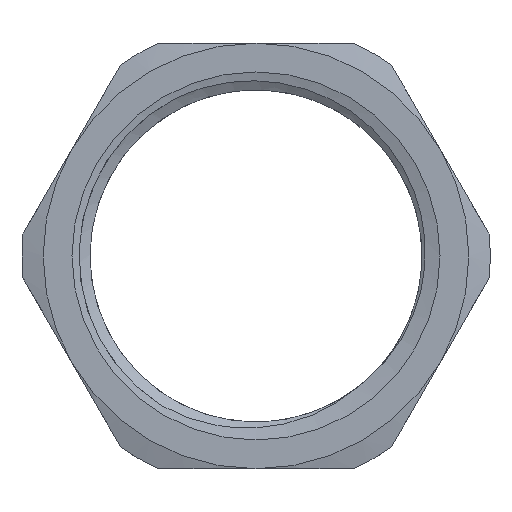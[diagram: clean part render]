
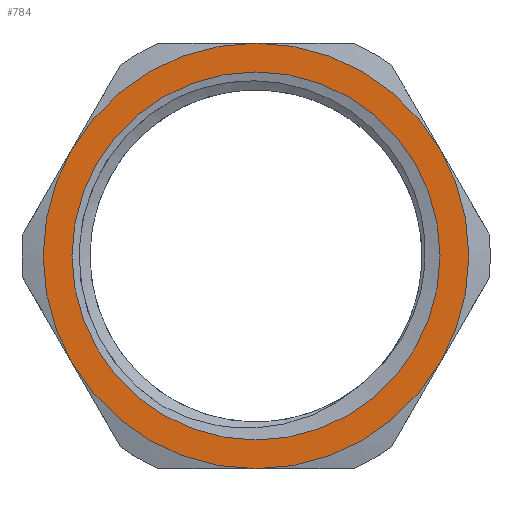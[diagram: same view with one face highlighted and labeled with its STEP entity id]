
A CAD part, top view. The second image highlights one B-rep face of the part: STEP entity #784.
In plain terms, the highlighted planar face has unit normal (0, 0, 1).
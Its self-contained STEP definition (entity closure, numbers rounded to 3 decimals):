
#120=PLANE('',#868);
#137=FACE_BOUND('',#218,.T.);
#170=FACE_OUTER_BOUND('',#217,.T.);
#217=EDGE_LOOP('',(#632,#633,#634,#635,#636,#637));
#218=EDGE_LOOP('',(#638));
#235=CIRCLE('',#811,12.971);
#263=CIRCLE('',#867,15.);
#264=CIRCLE('',#869,15.);
#265=CIRCLE('',#870,15.);
#266=CIRCLE('',#871,15.);
#267=CIRCLE('',#872,15.);
#268=CIRCLE('',#873,15.);
#289=VERTEX_POINT('',#1163);
#338=VERTEX_POINT('',#1687);
#346=VERTEX_POINT('',#1754);
#348=VERTEX_POINT('',#1765);
#349=VERTEX_POINT('',#1775);
#350=VERTEX_POINT('',#1779);
#351=VERTEX_POINT('',#1785);
#365=EDGE_CURVE('',#289,#289,#235,.T.);
#455=EDGE_CURVE('',#350,#349,#263,.T.);
#456=EDGE_CURVE('',#351,#350,#264,.T.);
#457=EDGE_CURVE('',#338,#351,#265,.T.);
#458=EDGE_CURVE('',#346,#338,#266,.T.);
#459=EDGE_CURVE('',#348,#346,#267,.T.);
#460=EDGE_CURVE('',#349,#348,#268,.T.);
#632=ORIENTED_EDGE('',*,*,#455,.F.);
#633=ORIENTED_EDGE('',*,*,#456,.F.);
#634=ORIENTED_EDGE('',*,*,#457,.F.);
#635=ORIENTED_EDGE('',*,*,#458,.F.);
#636=ORIENTED_EDGE('',*,*,#459,.F.);
#637=ORIENTED_EDGE('',*,*,#460,.F.);
#638=ORIENTED_EDGE('',*,*,#365,.T.);
#784=ADVANCED_FACE('',(#170,#137),#120,.T.);
#811=AXIS2_PLACEMENT_3D('',#1164,#904,#905);
#867=AXIS2_PLACEMENT_3D('',#1783,#1042,#1043);
#868=AXIS2_PLACEMENT_3D('',#1784,#1044,#1045);
#869=AXIS2_PLACEMENT_3D('',#1786,#1046,#1047);
#870=AXIS2_PLACEMENT_3D('',#1787,#1048,#1049);
#871=AXIS2_PLACEMENT_3D('',#1788,#1050,#1051);
#872=AXIS2_PLACEMENT_3D('',#1789,#1052,#1053);
#873=AXIS2_PLACEMENT_3D('',#1790,#1054,#1055);
#904=DIRECTION('center_axis',(0.,0.,-1.));
#905=DIRECTION('ref_axis',(0.,-1.,0.));
#1042=DIRECTION('center_axis',(0.,0.,-1.));
#1043=DIRECTION('ref_axis',(0.417,-0.909,0.));
#1044=DIRECTION('center_axis',(0.,0.,1.));
#1045=DIRECTION('ref_axis',(1.,0.,0.));
#1046=DIRECTION('center_axis',(0.,0.,-1.));
#1047=DIRECTION('ref_axis',(0.996,-0.094,0.));
#1048=DIRECTION('center_axis',(0.,0.,-1.));
#1049=DIRECTION('ref_axis',(0.579,0.815,0.));
#1050=DIRECTION('center_axis',(0.,0.,-1.));
#1051=DIRECTION('ref_axis',(-0.417,0.909,0.));
#1052=DIRECTION('center_axis',(0.,0.,-1.));
#1053=DIRECTION('ref_axis',(-0.996,0.094,0.));
#1054=DIRECTION('center_axis',(0.,0.,-1.));
#1055=DIRECTION('ref_axis',(-0.579,-0.815,0.));
#1163=CARTESIAN_POINT('',(0.,-12.971,3.5));
#1164=CARTESIAN_POINT('Origin',(0.,0.,3.5));
#1687=CARTESIAN_POINT('',(0.,15.,3.5));
#1754=CARTESIAN_POINT('',(-12.99,7.5,3.5));
#1765=CARTESIAN_POINT('',(-12.99,-7.5,3.5));
#1775=CARTESIAN_POINT('',(0.,-15.,3.5));
#1779=CARTESIAN_POINT('',(12.99,-7.5,3.5));
#1783=CARTESIAN_POINT('Origin',(0.,0.,3.5));
#1784=CARTESIAN_POINT('Origin',(0.,0.,3.5));
#1785=CARTESIAN_POINT('',(12.99,7.5,3.5));
#1786=CARTESIAN_POINT('Origin',(0.,0.,3.5));
#1787=CARTESIAN_POINT('Origin',(0.,0.,3.5));
#1788=CARTESIAN_POINT('Origin',(0.,0.,3.5));
#1789=CARTESIAN_POINT('Origin',(0.,0.,3.5));
#1790=CARTESIAN_POINT('Origin',(0.,0.,3.5));
